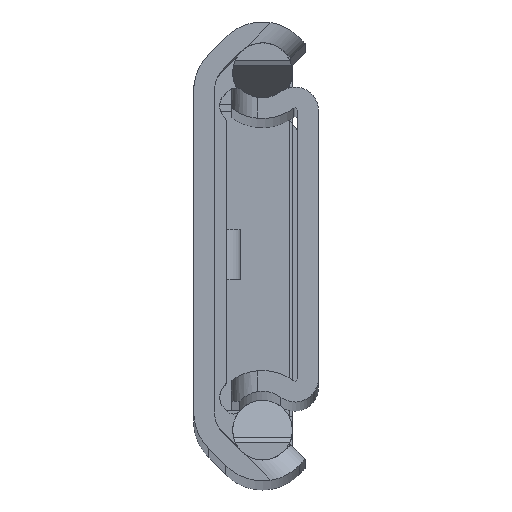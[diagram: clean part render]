
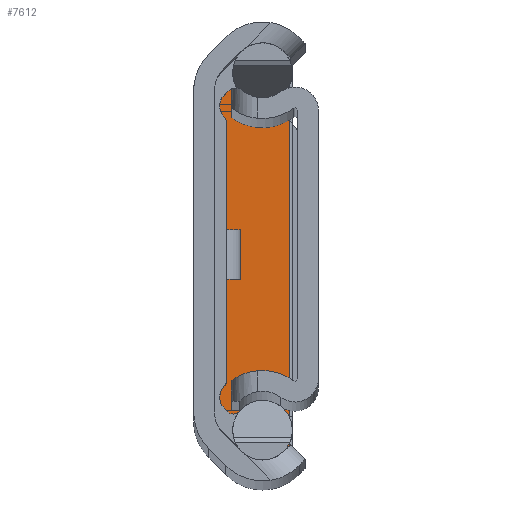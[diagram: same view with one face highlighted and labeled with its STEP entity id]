
A CAD part, top view. The second image highlights one B-rep face of the part: STEP entity #7612.
In plain terms, the highlighted planar face has unit normal (0, 0, 1).
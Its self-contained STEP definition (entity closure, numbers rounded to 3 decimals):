
#251 = EDGE_CURVE ( 'NONE', #3273, #3561, #11528, .T. ) ;
#653 = VECTOR ( 'NONE', #10606, 1000. ) ;
#1337 = VECTOR ( 'NONE', #9132, 1000. ) ;
#1602 = CARTESIAN_POINT ( 'NONE',  ( -14.8, 0.2, 3.25 ) ) ;
#1674 = CARTESIAN_POINT ( 'NONE',  ( -14.8, 5.8, 3.25 ) ) ;
#2077 = EDGE_CURVE ( 'NONE', #3561, #2578, #10877, .T. ) ;
#2578 = VERTEX_POINT ( 'NONE', #1602 ) ;
#2920 = VERTEX_POINT ( 'NONE', #10175 ) ;
#3214 = CARTESIAN_POINT ( 'NONE',  ( -15., 5.8, 3.25 ) ) ;
#3273 = VERTEX_POINT ( 'NONE', #6950 ) ;
#3559 = LINE ( 'NONE', #11864, #1337 ) ;
#3561 = VERTEX_POINT ( 'NONE', #1674 ) ;
#3631 = ORIENTED_EDGE ( 'NONE', *, *, #4422, .T. ) ;
#4009 = VECTOR ( 'NONE', #8218, 1000. ) ;
#4422 = EDGE_CURVE ( 'NONE', #2920, #3273, #3559, .T. ) ;
#4628 = CARTESIAN_POINT ( 'NONE',  ( -15., 0.2, 3.25 ) ) ;
#6514 = DIRECTION ( 'NONE',  ( 1., 0., 0. ) ) ;
#6804 = AXIS2_PLACEMENT_3D ( 'NONE', #10064, #10004, #7529 ) ;
#6950 = CARTESIAN_POINT ( 'NONE',  ( 14.8, 5.8, 3.25 ) ) ;
#7174 = EDGE_CURVE ( 'NONE', #2578, #2920, #10200, .T. ) ;
#7472 = PLANE ( 'NONE',  #6804 ) ;
#7529 = DIRECTION ( 'NONE',  ( -1., 0., 0. ) ) ;
#7612 = ADVANCED_FACE ( 'NONE', ( #11108 ), #7472, .F. ) ;
#7748 = ORIENTED_EDGE ( 'NONE', *, *, #251, .T. ) ;
#8218 = DIRECTION ( 'NONE',  ( 0., -1., 0. ) ) ;
#8299 = ORIENTED_EDGE ( 'NONE', *, *, #7174, .T. ) ;
#8707 = EDGE_LOOP ( 'NONE', ( #7748, #9131, #8299, #3631 ) ) ;
#8724 = VECTOR ( 'NONE', #6514, 1000. ) ;
#9131 = ORIENTED_EDGE ( 'NONE', *, *, #2077, .T. ) ;
#9132 = DIRECTION ( 'NONE',  ( 0., 1., 0. ) ) ;
#9905 = CARTESIAN_POINT ( 'NONE',  ( -14.8, 6., 3.25 ) ) ;
#10004 = DIRECTION ( 'NONE',  ( 0., 0., -1. ) ) ;
#10064 = CARTESIAN_POINT ( 'NONE',  ( -15., 6., 3.25 ) ) ;
#10175 = CARTESIAN_POINT ( 'NONE',  ( 14.8, 0.2, 3.25 ) ) ;
#10200 = LINE ( 'NONE', #4628, #8724 ) ;
#10606 = DIRECTION ( 'NONE',  ( -1., 0., 0. ) ) ;
#10877 = LINE ( 'NONE', #9905, #4009 ) ;
#11108 = FACE_OUTER_BOUND ( 'NONE', #8707, .T. ) ;
#11528 = LINE ( 'NONE', #3214, #653 ) ;
#11864 = CARTESIAN_POINT ( 'NONE',  ( 14.8, 6., 3.25 ) ) ;
